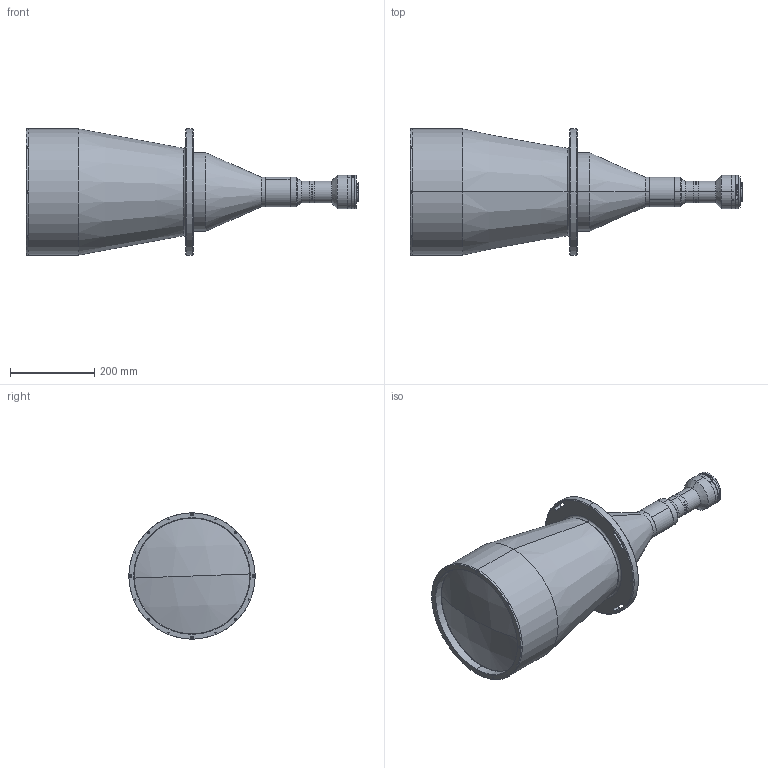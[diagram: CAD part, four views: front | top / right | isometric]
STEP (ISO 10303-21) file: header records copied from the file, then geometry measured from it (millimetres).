
FILE_DESCRIPTION (( 'STEP AP203' ), '1' );
FILE_NAME ('XF-PTL26835-F.STEP', '2019-07-22T02:14:15', ( 'puyufan' ), ( '' ), 'SwSTEP 2.0', 'SolidWorks 2014', '' );
FILE_SCHEMA (( 'CONFIG_CONTROL_DESIGN' ));
Length unit declared in the file: millimetre
Products named in the file (1): XF-PTL26835-F
Bounding box: 788.89 x 300 x 300 mm (x, y, z)
Surface area: 689272.9 mm2 (no closed solid volume)
Topology: 0 solids, 51 shells, 328 faces, 1454 edges, 1163 vertices
Faces by surface type: cylinder 148, plane 102, torus 40, cone 34, sphere 4
Entity records: 19585 total; most frequent: CARTESIAN_POINT 7718, DIRECTION 2516, ORIENTED_EDGE 2063, EDGE_CURVE 1444, VERTEX_POINT 1163, AXIS2_PLACEMENT_3D 975, CIRCLE 646, VECTOR 566
